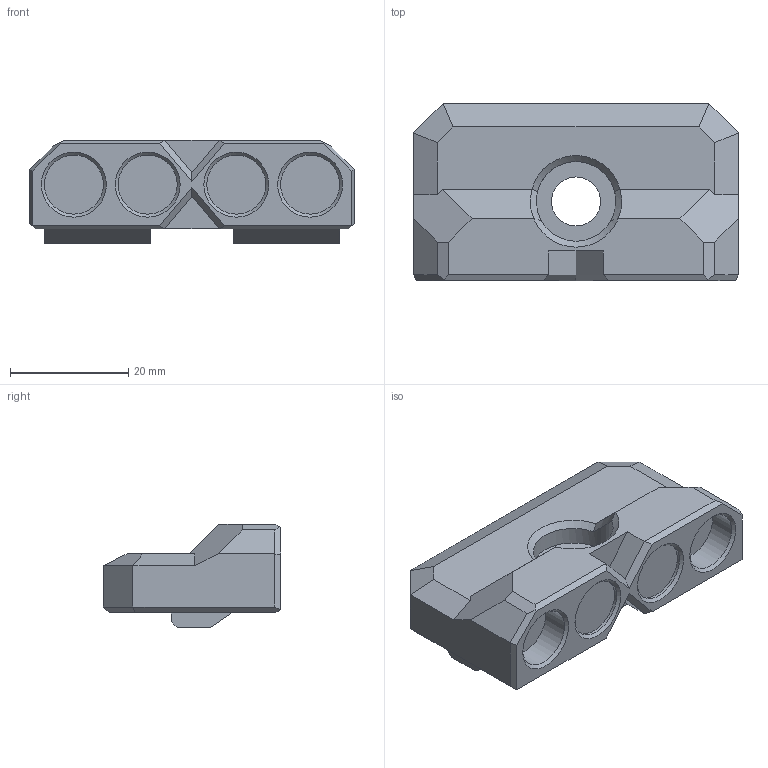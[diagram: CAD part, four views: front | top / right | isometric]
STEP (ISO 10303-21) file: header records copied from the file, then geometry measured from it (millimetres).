
FILE_DESCRIPTION(/* description */ (''),/* implementation_level */ '2;1');
FILE_NAME(/* name */ 'MagnetFrame90degFor4040.stp',/* time_stamp */ '2024-01-06T18:22:29+01:00',/* author */ ('nilsb'),/* organization */ (''),/* preprocessor_version */ 'ST-DEVELOPER v19.2',/* originating_system */ 'Autodesk Inventor 2023',/* authorisation */ '');
FILE_SCHEMA (('AUTOMOTIVE_DESIGN { 1 0 10303 214 3 1 1 }'));
Length unit declared in the file: millimetre
Products named in the file (1): enc2_magnet_frame v7
Bounding box: 55 x 30 x 17.5 mm (x, y, z)
Volume: 17253.7 mm3; surface area: 5860.4 mm2
Topology: 1 solids, 1 shells, 76 faces, 184 edges, 116 vertices
Faces by surface type: plane 62, cone 6, cylinder 6, bspline 2
Full cylindrical faces by diameter (mm): 8.3 x1, 10 x4, 13.5 x1
Entity records: 2290 total; most frequent: CARTESIAN_POINT 484, ORIENTED_EDGE 368, DIRECTION 338, EDGE_CURVE 184, LINE 150, VECTOR 150, VERTEX_POINT 116, AXIS2_PLACEMENT_3D 94
